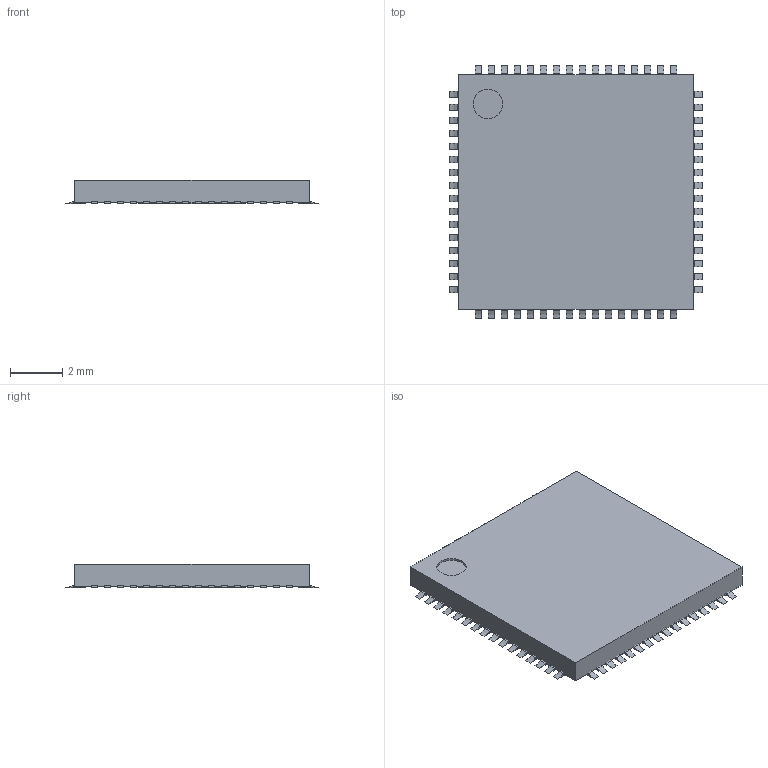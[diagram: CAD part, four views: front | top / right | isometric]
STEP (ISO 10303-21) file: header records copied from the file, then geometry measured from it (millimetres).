
FILE_DESCRIPTION(('STEP AP203'), '1');
FILE_NAME('QFN-64', '', ('UNSPECIFIED'), ('UNSPECIFIED'), 'C3D Converter', 'C3D Toolkit', '');
FILE_SCHEMA(('CONFIG_CONTROL_DESIGN'));
Length unit declared in the file: millimetre
Products named in the file (6): ASSEMBLY; Body; ThermalPin; PinsArrayLR; PinsArrayTB
Assembly tree (5 placements, depth 2):
  ASSEMBLY
    Body
    ThermalPin
    PinsArrayLR
    PinsArrayTB
    (unnamed)
Bounding box: 9.71 x 9.71 x 0.9 mm (x, y, z)
Volume: 71.3 mm3; surface area: 262 mm2
Topology: 130 solids, 130 shells, 718 faces, 1371 edges, 914 vertices
Faces by surface type: plane 589, cylinder 65, extrusion 64
Full cylindrical faces by diameter (mm): 1.125 x1
Entity records: 22199 total; most frequent: CARTESIAN_POINT 3392, DIRECTION 2756, ORIENTED_EDGE 2740, EDGE_CURVE 1370, VECTOR 1176, LINE 1112, VERTEX_POINT 914, AXIS2_PLACEMENT_3D 790
